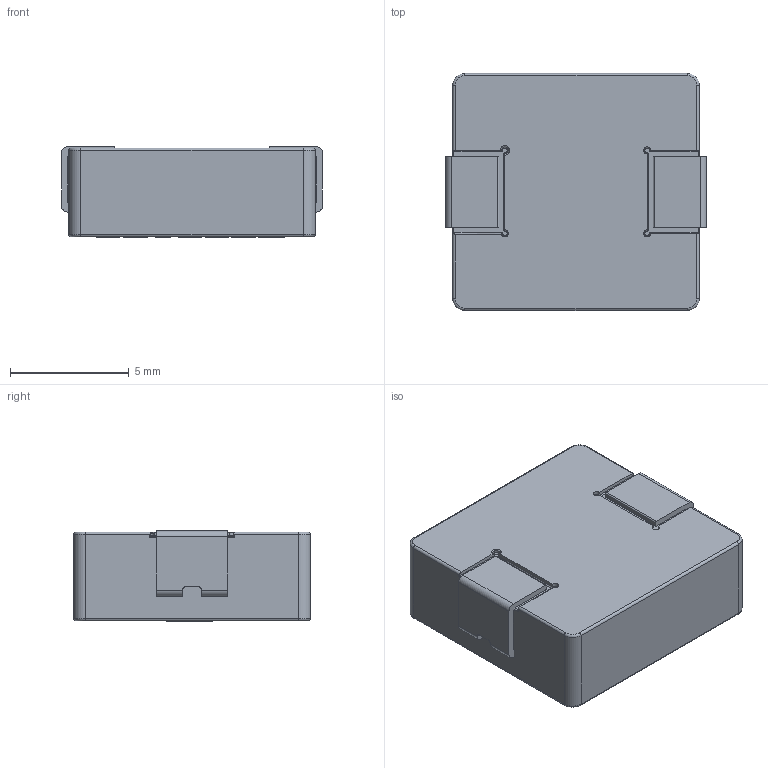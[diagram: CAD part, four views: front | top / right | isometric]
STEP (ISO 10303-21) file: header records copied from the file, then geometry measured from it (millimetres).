
FILE_DESCRIPTION(/* description */ ('Unknown'),/* implementation_level */ '2;1');
FILE_NAME(/* name */ 'TMPA1004S-3R3MN-10M-D',/* time_stamp */ '2018-04-03T13:25:20+08:00',/* author */ ('Unknown'),/* organization */ ('Unknown'),/* preprocessor_version */ 'ST-DEVELOPER v16.7',/* originating_system */ 'DEX',/* authorisation */ $);
FILE_SCHEMA (('AUTOMOTIVE_DESIGN {1 0 10303 214 3 1 1}'));
Length unit declared in the file: centimetre
Products named in the file (1): TMPA1004S-3R3MN-10M-D
Bounding box: 11 x 10 x 3.81 mm (x, y, z)
Surface area: 738 mm2
Topology: 2 solids, 2 shells, 247 faces, 655 edges, 415 vertices
Faces by surface type: plane 113, cylinder 62, bspline 47, torus 25
Full cylindrical faces by diameter (mm): 0.65 x1
Entity records: 12054 total; most frequent: CARTESIAN_POINT 4486, ORIENTED_EDGE 1274, DIRECTION 1087, EDGE_CURVE 637, VERTEX_POINT 413, LINE 373, VECTOR 373, AXIS2_PLACEMENT_3D 357
